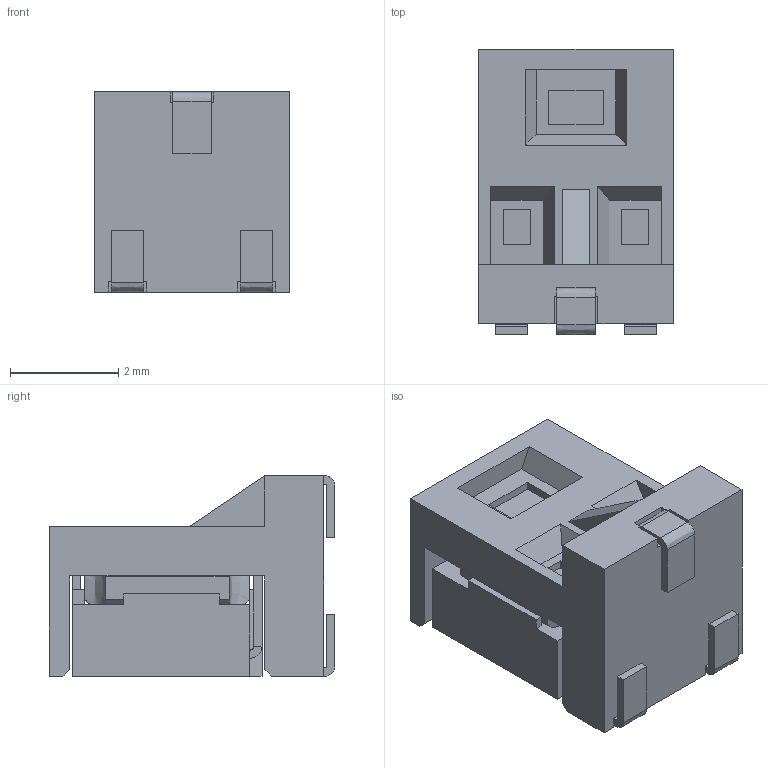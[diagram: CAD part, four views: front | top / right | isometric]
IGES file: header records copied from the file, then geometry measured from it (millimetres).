
Start section:  PTC IGES file: ECR'S\3313s002.igs
Global section: file name: ECR'S\3313s002.igs; native system: Pro/ENGINEER by Parametric Technology Corporation; preprocessor: 2001200; author: minhn; organization: Unknown; date: 110201.090246; units: inch
Bounding box: 3.61 x 5.28 x 3.71 mm (x, y, z)
Surface area: 214.9 mm2 (no closed solid volume)
Topology: 0 solids, 4 shells, 347 faces, 962 edges, 613 vertices
Faces by surface type: bspline 347
